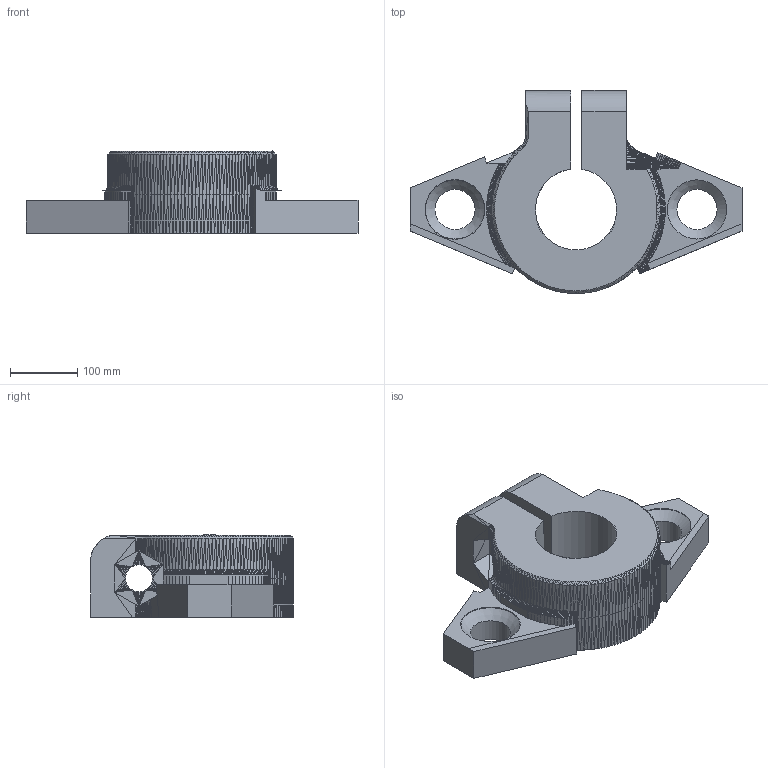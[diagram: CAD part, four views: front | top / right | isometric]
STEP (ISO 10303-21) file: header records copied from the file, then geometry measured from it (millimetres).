
FILE_DESCRIPTION(/* description */ (''),/* implementation_level */ '2;1');
FILE_NAME(/* name */ 'SHF12 v2.stp',/* time_stamp */ '2017-06-05T07:41:35-03:00',/* author */ (''),/* organization */ (''),/* preprocessor_version */ 'ST-DEVELOPER v16.13',/* originating_system */ 'Autodesk Translation Framework v6.1.1.50',/* authorisation */ '');
FILE_SCHEMA (('AUTOMOTIVE_DESIGN { 1 0 10303 214 3 1 1 }'));
Products named in the file (1): SHF12 v2
Bounding box: 494 x 301.97 x 123 mm (x, y, z)
Surface area: 381917.3 mm2 (no closed solid volume)
Topology: 0 solids, 1 shells, 3043 faces, 5373 edges, 2341 vertices
Faces by surface type: plane 3034, cylinder 7, cone 1, bspline 1
Full cylindrical faces by diameter (mm): 60 x2, 88 x1, 88.572 x1
Entity records: 67354 total; most frequent: DIRECTION 11564, CARTESIAN_POINT 10917, ORIENTED_EDGE 10864, EDGE_CURVE 5431, LINE 5382, VECTOR 5382, AXIS2_PLACEMENT_3D 3091, EDGE_LOOP 3075
